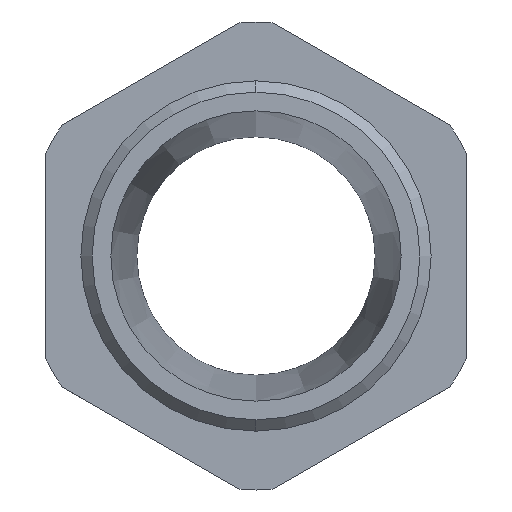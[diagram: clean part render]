
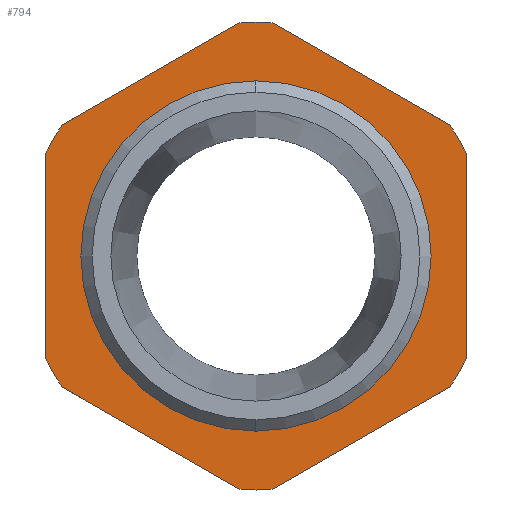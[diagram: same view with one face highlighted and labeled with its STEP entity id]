
A CAD part, left-side view. The second image highlights one B-rep face of the part: STEP entity #794.
In plain terms, the highlighted planar face has unit normal (-1, 0, 0).
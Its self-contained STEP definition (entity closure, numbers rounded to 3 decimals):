
#647=CARTESIAN_POINT('',(10.,20.,0.));
#648=DIRECTION('',(-1.,0.,0.));
#649=DIRECTION('',(0.,0.,1.));
#650=AXIS2_PLACEMENT_3D('',#647,#648,#649);
#651=PLANE('',#650);
#652=CARTESIAN_POINT('',(10.,-0.,-11.69));
#653=VERTEX_POINT('',#652);
#654=CARTESIAN_POINT('',(10.,0.,11.69));
#655=VERTEX_POINT('',#654);
#656=CARTESIAN_POINT('',(10.,0.,0.));
#657=DIRECTION('',(1.,0.,0.));
#658=DIRECTION('',(0.,0.,-1.));
#659=AXIS2_PLACEMENT_3D('',#656,#657,#658);
#660=CIRCLE('',#659,11.69);
#661=EDGE_CURVE('',#653,#655,#660,.T.);
#662=ORIENTED_EDGE('',*,*,#661,.T.);
#663=CARTESIAN_POINT('',(10.,0.,0.));
#664=DIRECTION('',(1.,0.,0.));
#665=DIRECTION('',(0.,0.,-1.));
#666=AXIS2_PLACEMENT_3D('',#663,#664,#665);
#667=CIRCLE('',#666,11.69);
#668=EDGE_CURVE('',#655,#653,#667,.T.);
#669=ORIENTED_EDGE('',*,*,#668,.T.);
#670=EDGE_LOOP('',(#662,#669));
#671=FACE_BOUND('',#670,.T.);
#672=CARTESIAN_POINT('',(10.,-0.,16.7));
#673=VERTEX_POINT('',#672);
#674=CARTESIAN_POINT('',(10.,-1.143,16.661));
#675=VERTEX_POINT('',#674);
#676=CARTESIAN_POINT('',(10.,-0.,-0.));
#677=DIRECTION('',(1.,0.,0.));
#678=DIRECTION('',(0.,0.,-1.));
#679=AXIS2_PLACEMENT_3D('',#676,#677,#678);
#680=CIRCLE('',#679,16.7);
#681=EDGE_CURVE('',#673,#675,#680,.T.);
#682=ORIENTED_EDGE('',*,*,#681,.F.);
#683=CARTESIAN_POINT('',(10.,1.143,16.661));
#684=VERTEX_POINT('',#683);
#685=CARTESIAN_POINT('',(10.,-0.,-0.));
#686=DIRECTION('',(1.,0.,0.));
#687=DIRECTION('',(0.,0.,-1.));
#688=AXIS2_PLACEMENT_3D('',#685,#686,#687);
#689=CIRCLE('',#688,16.7);
#690=EDGE_CURVE('',#684,#673,#689,.T.);
#691=ORIENTED_EDGE('',*,*,#690,.F.);
#692=CARTESIAN_POINT('',(10.,13.857,9.32));
#693=VERTEX_POINT('',#692);
#694=CARTESIAN_POINT('',(10.,13.857,9.32));
#695=DIRECTION('',(0.,-0.866,0.5));
#696=VECTOR('',#695,14.682);
#697=LINE('',#694,#696);
#698=EDGE_CURVE('',#693,#684,#697,.T.);
#699=ORIENTED_EDGE('',*,*,#698,.F.);
#700=CARTESIAN_POINT('',(10.,15.,7.341));
#701=VERTEX_POINT('',#700);
#702=CARTESIAN_POINT('',(10.,-0.,-0.));
#703=DIRECTION('',(1.,0.,0.));
#704=DIRECTION('',(0.,0.,-1.));
#705=AXIS2_PLACEMENT_3D('',#702,#703,#704);
#706=CIRCLE('',#705,16.7);
#707=EDGE_CURVE('',#701,#693,#706,.T.);
#708=ORIENTED_EDGE('',*,*,#707,.F.);
#709=CARTESIAN_POINT('',(10.,15.,-7.341));
#710=VERTEX_POINT('',#709);
#711=CARTESIAN_POINT('',(10.,15.,7.341));
#712=DIRECTION('',(0.,0.,-1.));
#713=VECTOR('',#712,14.682);
#714=LINE('',#711,#713);
#715=EDGE_CURVE('',#701,#710,#714,.T.);
#716=ORIENTED_EDGE('',*,*,#715,.T.);
#717=CARTESIAN_POINT('',(10.,13.857,-9.32));
#718=VERTEX_POINT('',#717);
#719=CARTESIAN_POINT('',(10.,0.,-0.));
#720=DIRECTION('',(1.,0.,0.));
#721=DIRECTION('',(0.,0.,-1.));
#722=AXIS2_PLACEMENT_3D('',#719,#720,#721);
#723=CIRCLE('',#722,16.7);
#724=EDGE_CURVE('',#718,#710,#723,.T.);
#725=ORIENTED_EDGE('',*,*,#724,.F.);
#726=CARTESIAN_POINT('',(10.,1.143,-16.661));
#727=VERTEX_POINT('',#726);
#728=CARTESIAN_POINT('',(10.,1.143,-16.661));
#729=DIRECTION('',(0.,0.866,0.5));
#730=VECTOR('',#729,14.682);
#731=LINE('',#728,#730);
#732=EDGE_CURVE('',#727,#718,#731,.T.);
#733=ORIENTED_EDGE('',*,*,#732,.F.);
#734=CARTESIAN_POINT('',(10.,-0.,-16.7));
#735=VERTEX_POINT('',#734);
#736=CARTESIAN_POINT('',(10.,-0.,-0.));
#737=DIRECTION('',(1.,0.,0.));
#738=DIRECTION('',(0.,0.,-1.));
#739=AXIS2_PLACEMENT_3D('',#736,#737,#738);
#740=CIRCLE('',#739,16.7);
#741=EDGE_CURVE('',#735,#727,#740,.T.);
#742=ORIENTED_EDGE('',*,*,#741,.F.);
#743=CARTESIAN_POINT('',(10.,-1.143,-16.661));
#744=VERTEX_POINT('',#743);
#745=CARTESIAN_POINT('',(10.,-0.,-0.));
#746=DIRECTION('',(1.,0.,0.));
#747=DIRECTION('',(0.,0.,-1.));
#748=AXIS2_PLACEMENT_3D('',#745,#746,#747);
#749=CIRCLE('',#748,16.7);
#750=EDGE_CURVE('',#744,#735,#749,.T.);
#751=ORIENTED_EDGE('',*,*,#750,.F.);
#752=CARTESIAN_POINT('',(10.,-13.857,-9.32));
#753=VERTEX_POINT('',#752);
#754=CARTESIAN_POINT('',(10.,-13.857,-9.32));
#755=DIRECTION('',(0.,0.866,-0.5));
#756=VECTOR('',#755,14.682);
#757=LINE('',#754,#756);
#758=EDGE_CURVE('',#753,#744,#757,.T.);
#759=ORIENTED_EDGE('',*,*,#758,.F.);
#760=CARTESIAN_POINT('',(10.,-15.,-7.341));
#761=VERTEX_POINT('',#760);
#762=CARTESIAN_POINT('',(10.,0.,0.));
#763=DIRECTION('',(1.,0.,0.));
#764=DIRECTION('',(0.,0.,-1.));
#765=AXIS2_PLACEMENT_3D('',#762,#763,#764);
#766=CIRCLE('',#765,16.7);
#767=EDGE_CURVE('',#761,#753,#766,.T.);
#768=ORIENTED_EDGE('',*,*,#767,.F.);
#769=CARTESIAN_POINT('',(10.,-15.,7.341));
#770=VERTEX_POINT('',#769);
#771=CARTESIAN_POINT('',(10.,-15.,7.341));
#772=DIRECTION('',(0.,0.,-1.));
#773=VECTOR('',#772,14.682);
#774=LINE('',#771,#773);
#775=EDGE_CURVE('',#770,#761,#774,.T.);
#776=ORIENTED_EDGE('',*,*,#775,.F.);
#777=CARTESIAN_POINT('',(10.,-13.857,9.32));
#778=VERTEX_POINT('',#777);
#779=CARTESIAN_POINT('',(10.,-0.,0.));
#780=DIRECTION('',(1.,0.,0.));
#781=DIRECTION('',(0.,0.,-1.));
#782=AXIS2_PLACEMENT_3D('',#779,#780,#781);
#783=CIRCLE('',#782,16.7);
#784=EDGE_CURVE('',#778,#770,#783,.T.);
#785=ORIENTED_EDGE('',*,*,#784,.F.);
#786=CARTESIAN_POINT('',(10.,-1.143,16.661));
#787=DIRECTION('',(0.,-0.866,-0.5));
#788=VECTOR('',#787,14.682);
#789=LINE('',#786,#788);
#790=EDGE_CURVE('',#675,#778,#789,.T.);
#791=ORIENTED_EDGE('',*,*,#790,.F.);
#792=EDGE_LOOP('',(#682,#691,#699,#708,#716,#725,#733,#742,#751,#759,#768,#776,#785,#791));
#793=FACE_BOUND('',#792,.T.);
#794=ADVANCED_FACE('',(#671,#793),#651,.T.);
